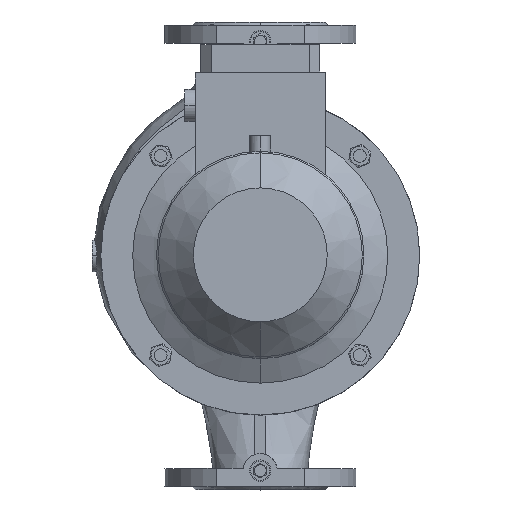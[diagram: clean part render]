
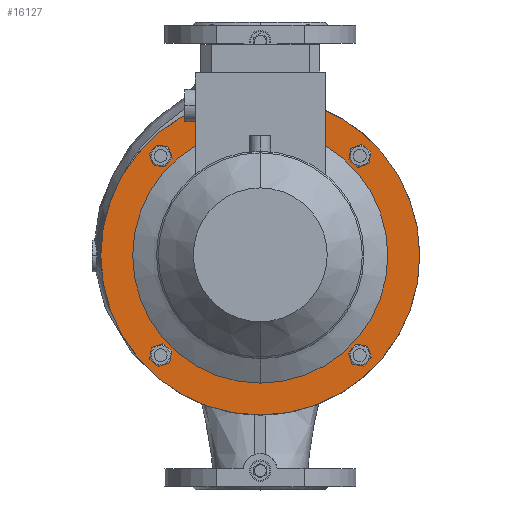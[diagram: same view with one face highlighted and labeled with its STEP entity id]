
A CAD part, top view. The second image highlights one B-rep face of the part: STEP entity #16127.
In plain terms, the highlighted planar face has unit normal (0, 0, 1).
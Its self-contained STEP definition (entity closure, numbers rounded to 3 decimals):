
#115 = CIRCLE ( 'NONE', #29405, 9.025 ) ;
#227 = DIRECTION ( 'NONE',  ( 0., -1., 0. ) ) ;
#372 = FACE_BOUND ( 'NONE', #31556, .T. ) ;
#487 = CIRCLE ( 'NONE', #32477, 9.025 ) ;
#529 = VERTEX_POINT ( 'NONE', #33241 ) ;
#544 = CIRCLE ( 'NONE', #5321, 150. ) ;
#725 = ORIENTED_EDGE ( 'NONE', *, *, #13691, .T. ) ;
#1501 = AXIS2_PLACEMENT_3D ( 'NONE', #24199, #29919, #10561 ) ;
#1977 = EDGE_CURVE ( 'NONE', #3233, #9805, #115, .T. ) ;
#2335 = ORIENTED_EDGE ( 'NONE', *, *, #33149, .F. ) ;
#2584 = CARTESIAN_POINT ( 'NONE',  ( 92.124, 84.804, 192. ) ) ;
#2596 = VERTEX_POINT ( 'NONE', #33609 ) ;
#2716 = VERTEX_POINT ( 'NONE', #34717 ) ;
#3002 = AXIS2_PLACEMENT_3D ( 'NONE', #8956, #33467, #6029 ) ;
#3079 = CARTESIAN_POINT ( 'NONE',  ( -93.692, 93.692, 192. ) ) ;
#3233 = VERTEX_POINT ( 'NONE', #23812 ) ;
#3316 = VERTEX_POINT ( 'NONE', #2584 ) ;
#3787 = AXIS2_PLACEMENT_3D ( 'NONE', #15993, #23768, #34864 ) ;
#3999 = DIRECTION ( 'NONE',  ( 0., 1., 0. ) ) ;
#4444 = VERTEX_POINT ( 'NONE', #24632 ) ;
#4668 = DIRECTION ( 'NONE',  ( 0., 0., 1. ) ) ;
#4761 = DIRECTION ( 'NONE',  ( 0., -1., 0. ) ) ;
#5211 = EDGE_LOOP ( 'NONE', ( #33260, #28314 ) ) ;
#5321 = AXIS2_PLACEMENT_3D ( 'NONE', #12402, #9752, #12750 ) ;
#5407 = EDGE_LOOP ( 'NONE', ( #13272, #20092 ) ) ;
#5842 = CIRCLE ( 'NONE', #1501, 9.025 ) ;
#5947 = DIRECTION ( 'NONE',  ( 0., 0., -1. ) ) ;
#6029 = DIRECTION ( 'NONE',  ( 0., -1., 0. ) ) ;
#6078 = AXIS2_PLACEMENT_3D ( 'NONE', #32606, #4668, #12985 ) ;
#6795 = EDGE_CURVE ( 'NONE', #529, #3316, #26754, .T. ) ;
#7260 = CIRCLE ( 'NONE', #6078, 9.025 ) ;
#7353 = DIRECTION ( 'NONE',  ( 0., 0., -1. ) ) ;
#7520 = VERTEX_POINT ( 'NONE', #25353 ) ;
#8943 = FACE_OUTER_BOUND ( 'NONE', #23942, .T. ) ;
#8956 = CARTESIAN_POINT ( 'NONE',  ( 93.692, 93.692, 192. ) ) ;
#9168 = AXIS2_PLACEMENT_3D ( 'NONE', #15418, #7353, #10149 ) ;
#9655 = ORIENTED_EDGE ( 'NONE', *, *, #22407, .F. ) ;
#9752 = DIRECTION ( 'NONE',  ( 0., 0., -1. ) ) ;
#9805 = VERTEX_POINT ( 'NONE', #26408 ) ;
#10149 = DIRECTION ( 'NONE',  ( 0., 1., 0. ) ) ;
#10440 = CARTESIAN_POINT ( 'NONE',  ( 93.692, 93.692, 192. ) ) ;
#10561 = DIRECTION ( 'NONE',  ( 0., -1., 0. ) ) ;
#11648 = EDGE_CURVE ( 'NONE', #2716, #4444, #20964, .T. ) ;
#11719 = DIRECTION ( 'NONE',  ( 0., 0., 1. ) ) ;
#11789 = DIRECTION ( 'NONE',  ( 0., -1., 0. ) ) ;
#12180 = CIRCLE ( 'NONE', #9168, 120. ) ;
#12271 = EDGE_LOOP ( 'NONE', ( #26748, #25583 ) ) ;
#12402 = CARTESIAN_POINT ( 'NONE',  ( 0., 0., 192. ) ) ;
#12750 = DIRECTION ( 'NONE',  ( 0., 1., 0. ) ) ;
#12985 = DIRECTION ( 'NONE',  ( 0., -1., 0. ) ) ;
#13272 = ORIENTED_EDGE ( 'NONE', *, *, #25090, .T. ) ;
#13491 = DIRECTION ( 'NONE',  ( 0., 0., 1. ) ) ;
#13691 = EDGE_CURVE ( 'NONE', #9805, #3233, #487, .T. ) ;
#13725 = CARTESIAN_POINT ( 'NONE',  ( 0., -120., 192. ) ) ;
#13741 = CARTESIAN_POINT ( 'NONE',  ( 0., 120., 192. ) ) ;
#13756 = CARTESIAN_POINT ( 'NONE',  ( 93.692, -93.692, 192. ) ) ;
#13940 = CARTESIAN_POINT ( 'NONE',  ( -93.692, -93.692, 192. ) ) ;
#13955 = DIRECTION ( 'NONE',  ( 0., -1., 0. ) ) ;
#14113 = CARTESIAN_POINT ( 'NONE',  ( 84.804, -92.124, 192. ) ) ;
#14526 = VERTEX_POINT ( 'NONE', #13741 ) ;
#14723 = ORIENTED_EDGE ( 'NONE', *, *, #11648, .F. ) ;
#15178 = VERTEX_POINT ( 'NONE', #33665 ) ;
#15418 = CARTESIAN_POINT ( 'NONE',  ( 0., 0., 192. ) ) ;
#15882 = EDGE_CURVE ( 'NONE', #3316, #529, #25232, .T. ) ;
#15993 = CARTESIAN_POINT ( 'NONE',  ( 0., 0., 192. ) ) ;
#16127 = ADVANCED_FACE ( 'NONE', ( #372, #22270, #19700, #17976, #29625, #8943 ), #25151, .T. ) ;
#16646 = ORIENTED_EDGE ( 'NONE', *, *, #1977, .T. ) ;
#17095 = DIRECTION ( 'NONE',  ( 0., 0., -1. ) ) ;
#17976 = FACE_BOUND ( 'NONE', #5211, .T. ) ;
#18495 = DIRECTION ( 'NONE',  ( 0., 0., -1. ) ) ;
#19700 = FACE_BOUND ( 'NONE', #32954, .T. ) ;
#19716 = VERTEX_POINT ( 'NONE', #13725 ) ;
#20032 = CARTESIAN_POINT ( 'NONE',  ( 0., 150., 192. ) ) ;
#20092 = ORIENTED_EDGE ( 'NONE', *, *, #27570, .T. ) ;
#20964 = CIRCLE ( 'NONE', #28013, 150. ) ;
#21469 = AXIS2_PLACEMENT_3D ( 'NONE', #10440, #18495, #4761 ) ;
#21773 = ORIENTED_EDGE ( 'NONE', *, *, #30809, .F. ) ;
#22270 = FACE_BOUND ( 'NONE', #12271, .T. ) ;
#22407 = EDGE_CURVE ( 'NONE', #2596, #7520, #7260, .T. ) ;
#23768 = DIRECTION ( 'NONE',  ( 0., 0., -1. ) ) ;
#23812 = CARTESIAN_POINT ( 'NONE',  ( -102.58, 95.259, 192. ) ) ;
#23942 = EDGE_LOOP ( 'NONE', ( #14723, #21773 ) ) ;
#24159 = EDGE_CURVE ( 'NONE', #30060, #15178, #5842, .T. ) ;
#24199 = CARTESIAN_POINT ( 'NONE',  ( 93.692, -93.692, 192. ) ) ;
#24632 = CARTESIAN_POINT ( 'NONE',  ( 0., -150., 192. ) ) ;
#25090 = EDGE_CURVE ( 'NONE', #14526, #19716, #32514, .T. ) ;
#25151 = PLANE ( 'NONE',  #31126 ) ;
#25232 = CIRCLE ( 'NONE', #21469, 9.025 ) ;
#25353 = CARTESIAN_POINT ( 'NONE',  ( -95.259, -102.58, 192. ) ) ;
#25492 = DIRECTION ( 'NONE',  ( 0., 0., -1. ) ) ;
#25583 = ORIENTED_EDGE ( 'NONE', *, *, #6795, .T. ) ;
#26408 = CARTESIAN_POINT ( 'NONE',  ( -84.804, 92.124, 192. ) ) ;
#26748 = ORIENTED_EDGE ( 'NONE', *, *, #15882, .T. ) ;
#26754 = CIRCLE ( 'NONE', #3002, 9.025 ) ;
#27536 = DIRECTION ( 'NONE',  ( 0., -1., 0. ) ) ;
#27570 = EDGE_CURVE ( 'NONE', #19716, #14526, #12180, .T. ) ;
#27782 = EDGE_CURVE ( 'NONE', #15178, #30060, #31082, .T. ) ;
#28013 = AXIS2_PLACEMENT_3D ( 'NONE', #28553, #25492, #3999 ) ;
#28267 = CARTESIAN_POINT ( 'NONE',  ( -93.692, 93.692, 192. ) ) ;
#28314 = ORIENTED_EDGE ( 'NONE', *, *, #27782, .F. ) ;
#28553 = CARTESIAN_POINT ( 'NONE',  ( 0., 0., 192. ) ) ;
#28677 = AXIS2_PLACEMENT_3D ( 'NONE', #13940, #13491, #27536 ) ;
#29405 = AXIS2_PLACEMENT_3D ( 'NONE', #28267, #17095, #11789 ) ;
#29625 = FACE_BOUND ( 'NONE', #5407, .T. ) ;
#29919 = DIRECTION ( 'NONE',  ( 0., 0., 1. ) ) ;
#30060 = VERTEX_POINT ( 'NONE', #14113 ) ;
#30516 = CIRCLE ( 'NONE', #28677, 9.025 ) ;
#30809 = EDGE_CURVE ( 'NONE', #4444, #2716, #544, .T. ) ;
#30958 = DIRECTION ( 'NONE',  ( 0., -1., 0. ) ) ;
#31082 = CIRCLE ( 'NONE', #31293, 9.025 ) ;
#31126 = AXIS2_PLACEMENT_3D ( 'NONE', #20032, #11719, #30958 ) ;
#31293 = AXIS2_PLACEMENT_3D ( 'NONE', #13756, #32987, #13955 ) ;
#31556 = EDGE_LOOP ( 'NONE', ( #725, #16646 ) ) ;
#32477 = AXIS2_PLACEMENT_3D ( 'NONE', #3079, #5947, #227 ) ;
#32514 = CIRCLE ( 'NONE', #3787, 120. ) ;
#32606 = CARTESIAN_POINT ( 'NONE',  ( -93.692, -93.692, 192. ) ) ;
#32954 = EDGE_LOOP ( 'NONE', ( #9655, #2335 ) ) ;
#32987 = DIRECTION ( 'NONE',  ( 0., 0., 1. ) ) ;
#33149 = EDGE_CURVE ( 'NONE', #7520, #2596, #30516, .T. ) ;
#33241 = CARTESIAN_POINT ( 'NONE',  ( 95.259, 102.58, 192. ) ) ;
#33260 = ORIENTED_EDGE ( 'NONE', *, *, #24159, .F. ) ;
#33467 = DIRECTION ( 'NONE',  ( 0., 0., -1. ) ) ;
#33609 = CARTESIAN_POINT ( 'NONE',  ( -92.124, -84.804, 192. ) ) ;
#33665 = CARTESIAN_POINT ( 'NONE',  ( 102.58, -95.259, 192. ) ) ;
#34717 = CARTESIAN_POINT ( 'NONE',  ( 0., 150., 192. ) ) ;
#34864 = DIRECTION ( 'NONE',  ( 0., 1., 0. ) ) ;
